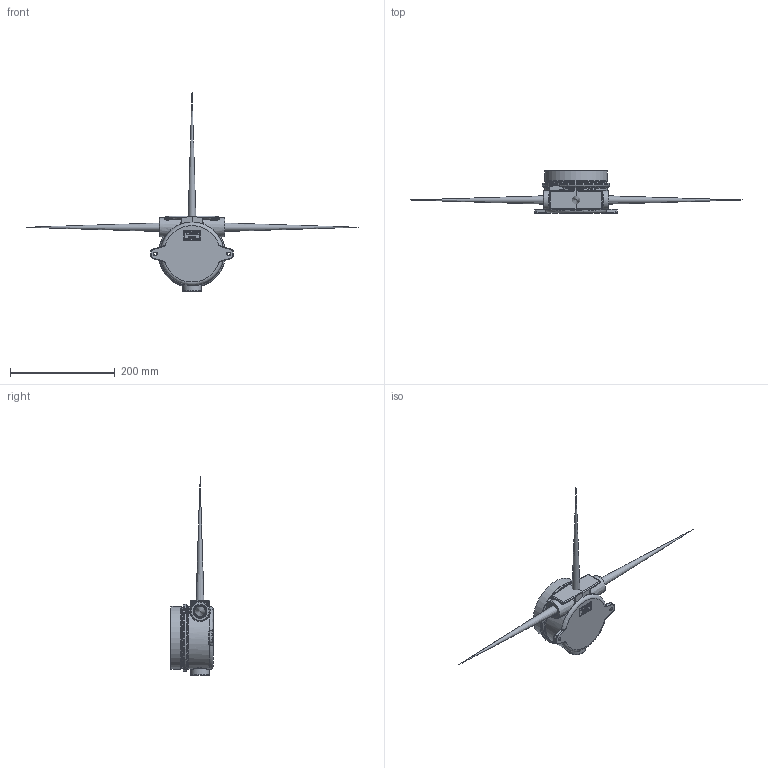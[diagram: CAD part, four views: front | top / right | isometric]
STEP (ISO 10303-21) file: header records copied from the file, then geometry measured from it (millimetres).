
FILE_DESCRIPTION(/* description */ (''),/* implementation_level */ '2;1');
FILE_NAME(/* name */ 'KIL_HKX BOX.stp',/* time_stamp */ '2021-01-29T21:11:45+06:00',/* author */ ('kr'),/* organization */ (''),/* preprocessor_version */ 'ST-DEVELOPER v18',/* originating_system */ 'Autodesk Inventor 2020',/* authorisation */ '');
FILE_SCHEMA (('AUTOMOTIVE_DESIGN { 1 0 10303 214 3 1 1 }'));
Length unit declared in the file: inch
Products named in the file (1): 51641ABAM for web
Bounding box: 633.7 x 80.98 x 379.08 mm (x, y, z)
Volume: 301318.3 mm3; surface area: 302045.6 mm2
Topology: 4 solids, 4 shells, 546 faces, 1417 edges, 870 vertices
Faces by surface type: plane 207, bspline 125, cylinder 96, cone 61, torus 30, sphere 27
Full cylindrical faces by diameter (mm): 3.302 x2, 6.35 x2, 20.117 x1, 35.814 x1, 110.236 x1, 116.469 x1, 119.99 x1
Entity records: 35667 total; most frequent: CARTESIAN_POINT 23329, ORIENTED_EDGE 2728, DIRECTION 2250, EDGE_CURVE 1364, VERTEX_POINT 852, AXIS2_PLACEMENT_3D 811, LINE 628, VECTOR 628
